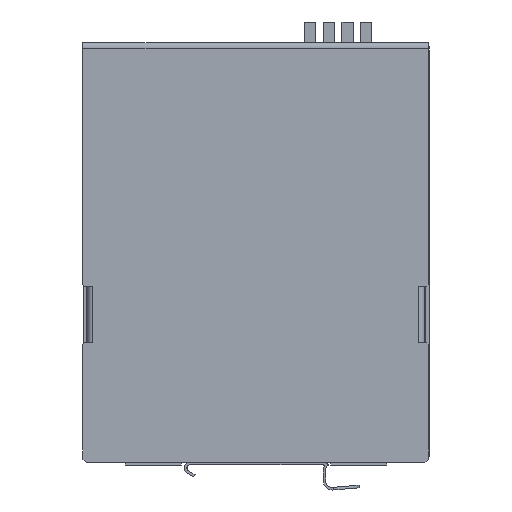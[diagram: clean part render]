
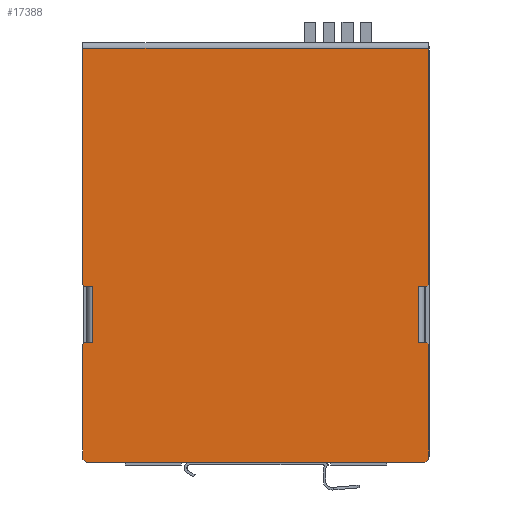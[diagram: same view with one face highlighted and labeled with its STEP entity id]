
A CAD part, front view. The second image highlights one B-rep face of the part: STEP entity #17388.
In plain terms, the highlighted planar face has unit normal (0, -1, 0).
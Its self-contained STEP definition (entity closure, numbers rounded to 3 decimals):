
#733=PLANE('',#18689);
#1421=FACE_OUTER_BOUND('',#2451,.T.);
#2451=EDGE_LOOP('',(#13762,#13763,#13764,#13765,#13766,#13767,#13768,#13769,
#13770,#13771,#13772,#13773,#13774,#13775,#13776,#13777,#13778,#13779));
#4047=LINE('',#26371,#6037);
#4051=LINE('',#26379,#6041);
#4053=LINE('',#26385,#6043);
#4054=LINE('',#26387,#6044);
#4055=LINE('',#26389,#6045);
#4056=LINE('',#26391,#6046);
#4057=LINE('',#26393,#6047);
#4058=LINE('',#26395,#6048);
#4059=LINE('',#26397,#6049);
#4060=LINE('',#26399,#6050);
#4061=LINE('',#26401,#6051);
#4062=LINE('',#26403,#6052);
#4063=LINE('',#26405,#6053);
#4064=LINE('',#26407,#6054);
#4065=LINE('',#26409,#6055);
#4066=LINE('',#26411,#6056);
#4067=LINE('',#26413,#6057);
#4068=LINE('',#26414,#6058);
#6037=VECTOR('',#21531,1.);
#6041=VECTOR('',#21537,1.);
#6043=VECTOR('',#21543,1.);
#6044=VECTOR('',#21544,1.);
#6045=VECTOR('',#21545,1.);
#6046=VECTOR('',#21546,1.);
#6047=VECTOR('',#21547,1.);
#6048=VECTOR('',#21548,1.);
#6049=VECTOR('',#21549,1.);
#6050=VECTOR('',#21550,1.);
#6051=VECTOR('',#21551,1.);
#6052=VECTOR('',#21552,1.);
#6053=VECTOR('',#21553,1.);
#6054=VECTOR('',#21554,1.);
#6055=VECTOR('',#21555,1.);
#6056=VECTOR('',#21556,1.);
#6057=VECTOR('',#21557,1.);
#6058=VECTOR('',#21558,1.);
#8132=VERTEX_POINT('',#26369);
#8133=VERTEX_POINT('',#26370);
#8136=VERTEX_POINT('',#26378);
#8138=VERTEX_POINT('',#26384);
#8139=VERTEX_POINT('',#26386);
#8140=VERTEX_POINT('',#26388);
#8141=VERTEX_POINT('',#26390);
#8142=VERTEX_POINT('',#26392);
#8143=VERTEX_POINT('',#26394);
#8144=VERTEX_POINT('',#26396);
#8145=VERTEX_POINT('',#26398);
#8146=VERTEX_POINT('',#26400);
#8147=VERTEX_POINT('',#26402);
#8148=VERTEX_POINT('',#26404);
#8149=VERTEX_POINT('',#26406);
#8150=VERTEX_POINT('',#26408);
#8151=VERTEX_POINT('',#26410);
#8152=VERTEX_POINT('',#26412);
#10157=EDGE_CURVE('',#8132,#8133,#4047,.T.);
#10161=EDGE_CURVE('',#8136,#8133,#4051,.T.);
#10164=EDGE_CURVE('',#8132,#8138,#4053,.T.);
#10165=EDGE_CURVE('',#8138,#8139,#4054,.T.);
#10166=EDGE_CURVE('',#8139,#8140,#4055,.T.);
#10167=EDGE_CURVE('',#8141,#8140,#4056,.T.);
#10168=EDGE_CURVE('',#8141,#8142,#4057,.T.);
#10169=EDGE_CURVE('',#8142,#8143,#4058,.T.);
#10170=EDGE_CURVE('',#8143,#8144,#4059,.T.);
#10171=EDGE_CURVE('',#8145,#8144,#4060,.T.);
#10172=EDGE_CURVE('',#8145,#8146,#4061,.T.);
#10173=EDGE_CURVE('',#8147,#8146,#4062,.T.);
#10174=EDGE_CURVE('',#8147,#8148,#4063,.T.);
#10175=EDGE_CURVE('',#8149,#8148,#4064,.T.);
#10176=EDGE_CURVE('',#8149,#8150,#4065,.T.);
#10177=EDGE_CURVE('',#8151,#8150,#4066,.T.);
#10178=EDGE_CURVE('',#8151,#8152,#4067,.T.);
#10179=EDGE_CURVE('',#8152,#8136,#4068,.T.);
#13762=ORIENTED_EDGE('',*,*,#10157,.F.);
#13763=ORIENTED_EDGE('',*,*,#10164,.T.);
#13764=ORIENTED_EDGE('',*,*,#10165,.T.);
#13765=ORIENTED_EDGE('',*,*,#10166,.T.);
#13766=ORIENTED_EDGE('',*,*,#10167,.F.);
#13767=ORIENTED_EDGE('',*,*,#10168,.T.);
#13768=ORIENTED_EDGE('',*,*,#10169,.T.);
#13769=ORIENTED_EDGE('',*,*,#10170,.T.);
#13770=ORIENTED_EDGE('',*,*,#10171,.F.);
#13771=ORIENTED_EDGE('',*,*,#10172,.T.);
#13772=ORIENTED_EDGE('',*,*,#10173,.F.);
#13773=ORIENTED_EDGE('',*,*,#10174,.T.);
#13774=ORIENTED_EDGE('',*,*,#10175,.F.);
#13775=ORIENTED_EDGE('',*,*,#10176,.T.);
#13776=ORIENTED_EDGE('',*,*,#10177,.F.);
#13777=ORIENTED_EDGE('',*,*,#10178,.T.);
#13778=ORIENTED_EDGE('',*,*,#10179,.T.);
#13779=ORIENTED_EDGE('',*,*,#10161,.T.);
#17388=ADVANCED_FACE('',(#1421),#733,.F.);
#18689=AXIS2_PLACEMENT_3D('',#26383,#21541,#21542);
#21531=DIRECTION('',(-0.707,0.,-0.707));
#21537=DIRECTION('',(1.,0.,0.));
#21541=DIRECTION('center_axis',(0.,1.,0.));
#21542=DIRECTION('ref_axis',(0.,0.,
-1.));
#21543=DIRECTION('',(0.,0.,1.));
#21544=DIRECTION('',(-1.,0.,0.));
#21545=DIRECTION('',(0.,0.,-1.));
#21546=DIRECTION('',(-0.707,0.,0.707));
#21547=DIRECTION('',(1.,0.,0.));
#21548=DIRECTION('',(0.,0.,-1.));
#21549=DIRECTION('',(-1.,0.,0.));
#21550=DIRECTION('',(0.707,0.,0.707));
#21551=DIRECTION('',(0.,0.,-1.));
#21552=DIRECTION('',(-0.707,0.,0.707));
#21553=DIRECTION('',(1.,0.,0.));
#21554=DIRECTION('',(-0.707,0.,-0.707));
#21555=DIRECTION('',(0.,0.,1.));
#21556=DIRECTION('',(0.707,0.,-0.707));
#21557=DIRECTION('',(-1.,0.,0.));
#21558=DIRECTION('',(0.,0.,1.));
#26369=CARTESIAN_POINT('',(92.4,-1.,47.5));
#26370=CARTESIAN_POINT('',(91.9,-1.,47.));
#26371=CARTESIAN_POINT('',(82.79,-1.,37.89));
#26378=CARTESIAN_POINT('',(89.7,-1.,47.));
#26379=CARTESIAN_POINT('',(68.3,-1.,47.));
#26383=CARTESIAN_POINT('Origin',(46.15,-1.,55.809));
#26384=CARTESIAN_POINT('',(92.4,-1.,110.7));
#26385=CARTESIAN_POINT('',(92.4,-1.,47.));
#26386=CARTESIAN_POINT('',(-0.1,-1.,110.7));
#26387=CARTESIAN_POINT('',(46.15,-1.,110.7));
#26388=CARTESIAN_POINT('',(-0.1,-1.,47.5));
#26389=CARTESIAN_POINT('',(-0.1,-1.,112.2));
#26390=CARTESIAN_POINT('',(0.4,-1.,47.));
#26391=CARTESIAN_POINT('',(9.51,-1.,37.89));
#26392=CARTESIAN_POINT('',(2.6,-1.,47.));
#26393=CARTESIAN_POINT('',(24.,-1.,47.));
#26394=CARTESIAN_POINT('',(2.6,-1.,32.));
#26395=CARTESIAN_POINT('',(2.6,-1.,47.654));
#26396=CARTESIAN_POINT('',(0.4,-1.,32.));
#26397=CARTESIAN_POINT('',(24.,-1.,32.));
#26398=CARTESIAN_POINT('',(-0.1,-1.,31.5));
#26399=CARTESIAN_POINT('',(17.665,-1.,49.265));
#26400=CARTESIAN_POINT('',(-0.1,-1.,0.8));
#26401=CARTESIAN_POINT('',(-0.1,-1.,32.));
#26402=CARTESIAN_POINT('',(0.9,-1.,-0.2));
#26403=CARTESIAN_POINT('',(-2.04,-1.,2.74));
#26404=CARTESIAN_POINT('',(91.4,-1.,-0.2));
#26405=CARTESIAN_POINT('',(-0.1,-1.,-0.2));
#26406=CARTESIAN_POINT('',(92.4,-1.,0.8));
#26407=CARTESIAN_POINT('',(94.34,-1.,2.74));
#26408=CARTESIAN_POINT('',(92.4,-1.,31.5));
#26409=CARTESIAN_POINT('',(92.4,-1.,-0.2));
#26410=CARTESIAN_POINT('',(91.9,-1.,32.));
#26411=CARTESIAN_POINT('',(74.635,-1.,49.265));
#26412=CARTESIAN_POINT('',(89.7,-1.,32.));
#26413=CARTESIAN_POINT('',(92.4,-1.,32.));
#26414=CARTESIAN_POINT('',(89.7,-1.,47.654));
